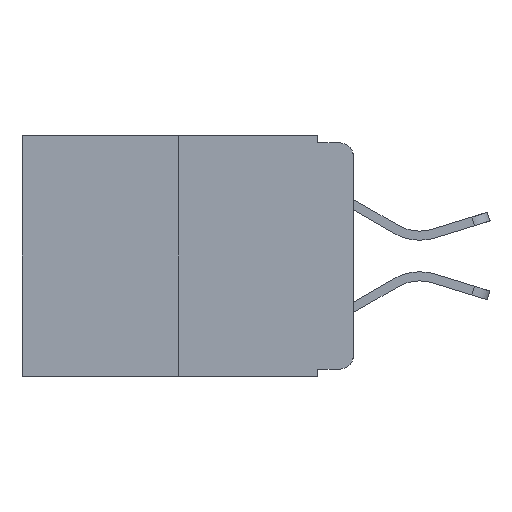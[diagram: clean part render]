
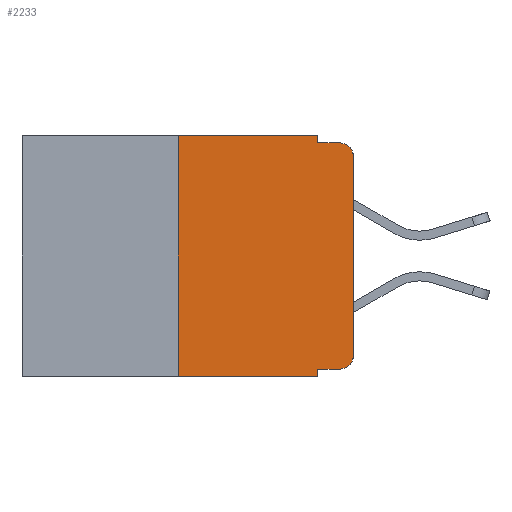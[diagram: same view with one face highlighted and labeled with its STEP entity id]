
A CAD part, left-side view. The second image highlights one B-rep face of the part: STEP entity #2233.
In plain terms, the highlighted planar face has unit normal (-1, 0, 0).
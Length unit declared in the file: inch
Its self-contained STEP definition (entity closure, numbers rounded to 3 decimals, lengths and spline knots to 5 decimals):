
#146 = CARTESIAN_POINT ( 'NONE',  ( 0., 0., -0.03 ) ) ;
#192 = VERTEX_POINT ( 'NONE', #12957 ) ;
#214 = CARTESIAN_POINT ( 'NONE',  ( 0., 0.473, -0.343 ) ) ;
#286 = DIRECTION ( 'NONE',  ( 0., 0., -1. ) ) ;
#476 = EDGE_LOOP ( 'NONE', ( #5337, #3878, #6215, #15547, #1234, #3511, #4777, #9212, #9842, #2013 ) ) ;
#1234 = ORIENTED_EDGE ( 'NONE', *, *, #6966, .F. ) ;
#2008 = DIRECTION ( 'NONE',  ( -1., 0., 0. ) ) ;
#2013 = ORIENTED_EDGE ( 'NONE', *, *, #3469, .T. ) ;
#2216 = CIRCLE ( 'NONE', #6800, 0.02 ) ;
#2233 = ADVANCED_FACE ( 'NONE', ( #12889 ), #17528, .F. ) ;
#3241 = DIRECTION ( 'NONE',  ( 0., -1., 0. ) ) ;
#3371 = DIRECTION ( 'NONE',  ( 0., 0., 1. ) ) ;
#3469 = EDGE_CURVE ( 'NONE', #5259, #5560, #11408, .T. ) ;
#3505 = CARTESIAN_POINT ( 'NONE',  ( 0., 0.25, 0. ) ) ;
#3511 = ORIENTED_EDGE ( 'NONE', *, *, #6172, .F. ) ;
#3534 = CARTESIAN_POINT ( 'NONE',  ( 0., 0.051, 0. ) ) ;
#3638 = CARTESIAN_POINT ( 'NONE',  ( 0., 0.473, 0. ) ) ;
#3769 = VERTEX_POINT ( 'NONE', #10391 ) ;
#3878 = ORIENTED_EDGE ( 'NONE', *, *, #8846, .T. ) ;
#4056 = LINE ( 'NONE', #12763, #10832 ) ;
#4237 = CARTESIAN_POINT ( 'NONE',  ( 0., 0.02, -0.01 ) ) ;
#4354 = EDGE_CURVE ( 'NONE', #17116, #5259, #9903, .T. ) ;
#4777 = ORIENTED_EDGE ( 'NONE', *, *, #11255, .T. ) ;
#5253 = EDGE_CURVE ( 'NONE', #17116, #11407, #12525, .T. ) ;
#5259 = VERTEX_POINT ( 'NONE', #11590 ) ;
#5337 = ORIENTED_EDGE ( 'NONE', *, *, #9772, .T. ) ;
#5560 = VERTEX_POINT ( 'NONE', #13845 ) ;
#5897 = VECTOR ( 'NONE', #6425, 39.37008 ) ;
#6172 = EDGE_CURVE ( 'NONE', #192, #6713, #4056, .T. ) ;
#6215 = ORIENTED_EDGE ( 'NONE', *, *, #7958, .F. ) ;
#6425 = DIRECTION ( 'NONE',  ( 0., -1., 0. ) ) ;
#6644 = LINE ( 'NONE', #214, #13352 ) ;
#6713 = VERTEX_POINT ( 'NONE', #3505 ) ;
#6800 = AXIS2_PLACEMENT_3D ( 'NONE', #10149, #2008, #11510 ) ;
#6958 = CARTESIAN_POINT ( 'NONE',  ( 0., 0.473, 0. ) ) ;
#6966 = EDGE_CURVE ( 'NONE', #6713, #12863, #7017, .T. ) ;
#7017 = LINE ( 'NONE', #6958, #16705 ) ;
#7078 = EDGE_CURVE ( 'NONE', #12863, #3769, #7226, .T. ) ;
#7144 = CARTESIAN_POINT ( 'NONE',  ( 0., 0.051, -0.333 ) ) ;
#7226 = LINE ( 'NONE', #15218, #14293 ) ;
#7597 = LINE ( 'NONE', #12061, #14251 ) ;
#7773 = CARTESIAN_POINT ( 'NONE',  ( 0., 0.051, -0.333 ) ) ;
#7803 = CARTESIAN_POINT ( 'NONE',  ( 0., 0.02, -0.313 ) ) ;
#7958 = EDGE_CURVE ( 'NONE', #3769, #9245, #7597, .T. ) ;
#8592 = DIRECTION ( 'NONE',  ( -1., 0., 0. ) ) ;
#8846 = EDGE_CURVE ( 'NONE', #9399, #9245, #2216, .T. ) ;
#8850 = AXIS2_PLACEMENT_3D ( 'NONE', #3638, #15184, #11608 ) ;
#8943 = VECTOR ( 'NONE', #14212, 39.37008 ) ;
#9189 = DIRECTION ( 'NONE',  ( 0., 0., 1. ) ) ;
#9212 = ORIENTED_EDGE ( 'NONE', *, *, #5253, .F. ) ;
#9245 = VERTEX_POINT ( 'NONE', #4237 ) ;
#9399 = VERTEX_POINT ( 'NONE', #146 ) ;
#9772 = EDGE_CURVE ( 'NONE', #5560, #9399, #10080, .T. ) ;
#9842 = ORIENTED_EDGE ( 'NONE', *, *, #4354, .T. ) ;
#9903 = LINE ( 'NONE', #7773, #5897 ) ;
#10073 = CARTESIAN_POINT ( 'NONE',  ( 0., 0.051, 0. ) ) ;
#10080 = LINE ( 'NONE', #17028, #17412 ) ;
#10149 = CARTESIAN_POINT ( 'NONE',  ( 0., 0.02, -0.03 ) ) ;
#10391 = CARTESIAN_POINT ( 'NONE',  ( 0., 0.051, -0.01 ) ) ;
#10832 = VECTOR ( 'NONE', #3371, 39.37008 ) ;
#11255 = EDGE_CURVE ( 'NONE', #192, #11407, #6644, .T. ) ;
#11407 = VERTEX_POINT ( 'NONE', #16746 ) ;
#11408 = CIRCLE ( 'NONE', #17542, 0.02 ) ;
#11510 = DIRECTION ( 'NONE',  ( 0., 0., -1. ) ) ;
#11590 = CARTESIAN_POINT ( 'NONE',  ( 0., 0.02, -0.333 ) ) ;
#11608 = DIRECTION ( 'NONE',  ( 0., 0., -1. ) ) ;
#12061 = CARTESIAN_POINT ( 'NONE',  ( 0., 0.051, -0.01 ) ) ;
#12525 = LINE ( 'NONE', #3534, #8943 ) ;
#12763 = CARTESIAN_POINT ( 'NONE',  ( 0., 0.25, 0. ) ) ;
#12863 = VERTEX_POINT ( 'NONE', #10073 ) ;
#12889 = FACE_OUTER_BOUND ( 'NONE', #476, .T. ) ;
#12957 = CARTESIAN_POINT ( 'NONE',  ( 0., 0.25, -0.343 ) ) ;
#13352 = VECTOR ( 'NONE', #3241, 39.37008 ) ;
#13372 = DIRECTION ( 'NONE',  ( 0., -1., 0. ) ) ;
#13845 = CARTESIAN_POINT ( 'NONE',  ( 0., 0., -0.313 ) ) ;
#14212 = DIRECTION ( 'NONE',  ( 0., 0., -1. ) ) ;
#14251 = VECTOR ( 'NONE', #13372, 39.37008 ) ;
#14293 = VECTOR ( 'NONE', #286, 39.37008 ) ;
#15184 = DIRECTION ( 'NONE',  ( 1., 0., 0. ) ) ;
#15218 = CARTESIAN_POINT ( 'NONE',  ( 0., 0.051, 0. ) ) ;
#15351 = DIRECTION ( 'NONE',  ( 0., 0., -1. ) ) ;
#15547 = ORIENTED_EDGE ( 'NONE', *, *, #7078, .F. ) ;
#16705 = VECTOR ( 'NONE', #17472, 39.37008 ) ;
#16746 = CARTESIAN_POINT ( 'NONE',  ( 0., 0.051, -0.343 ) ) ;
#17028 = CARTESIAN_POINT ( 'NONE',  ( 0., 0., 0. ) ) ;
#17116 = VERTEX_POINT ( 'NONE', #7144 ) ;
#17412 = VECTOR ( 'NONE', #9189, 39.37008 ) ;
#17472 = DIRECTION ( 'NONE',  ( 0., -1., 0. ) ) ;
#17528 = PLANE ( 'NONE',  #8850 ) ;
#17542 = AXIS2_PLACEMENT_3D ( 'NONE', #7803, #8592, #15351 ) ;
